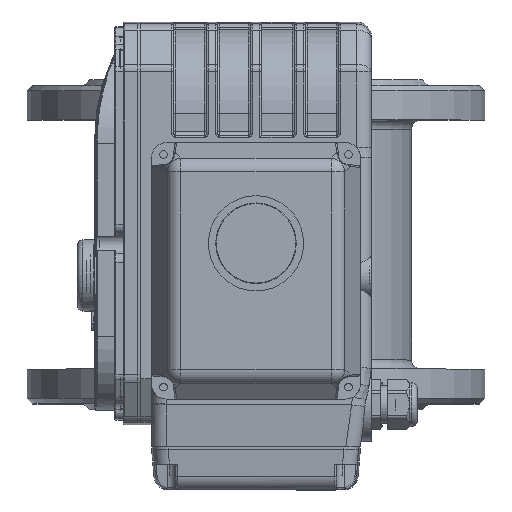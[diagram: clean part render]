
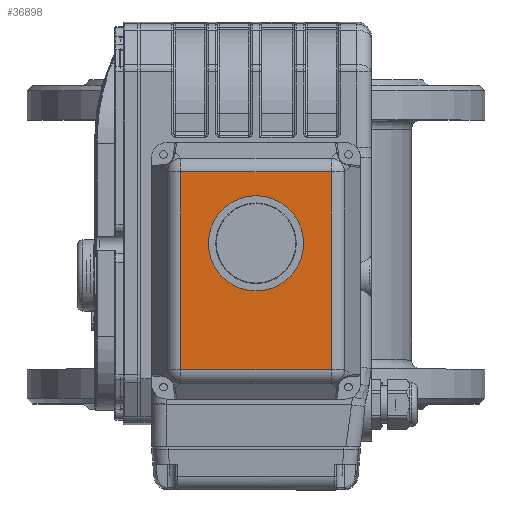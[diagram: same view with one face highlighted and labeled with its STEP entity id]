
A CAD part, top view. The second image highlights one B-rep face of the part: STEP entity #36898.
In plain terms, the highlighted face is planar.
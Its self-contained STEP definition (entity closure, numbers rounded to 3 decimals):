
#3354=CIRCLE('',#40337,26.);
#9442=ORIENTED_EDGE('',*,*,#17129,.F.);
#9443=ORIENTED_EDGE('',*,*,#17077,.T.);
#9444=ORIENTED_EDGE('',*,*,#17067,.T.);
#9445=ORIENTED_EDGE('',*,*,#17063,.T.);
#9446=ORIENTED_EDGE('',*,*,#17073,.T.);
#17063=EDGE_CURVE('',#21322,#21324,#24245,.T.);
#17067=EDGE_CURVE('',#21325,#21322,#24248,.T.);
#17073=EDGE_CURVE('',#21324,#21330,#24249,.T.);
#17077=EDGE_CURVE('',#21330,#21325,#24252,.T.);
#17129=EDGE_CURVE('',#21354,#21354,#3354,.T.);
#21322=VERTEX_POINT('',#63510);
#21324=VERTEX_POINT('',#63515);
#21325=VERTEX_POINT('',#63520);
#21330=VERTEX_POINT('',#63535);
#21354=VERTEX_POINT('',#63655);
#24245=LINE('',#63516,#26986);
#24248=LINE('',#63523,#26989);
#24249=LINE('',#63536,#26990);
#24252=LINE('',#63542,#26993);
#26986=VECTOR('',#47634,1000.);
#26989=VECTOR('',#47641,1000.);
#26990=VECTOR('',#47658,1000.);
#26993=VECTOR('',#47665,1000.);
#29891=EDGE_LOOP('',(#9442));
#29892=EDGE_LOOP('',(#9443,#9444,#9445,#9446));
#32481=FACE_BOUND('',#29891,.T.);
#32482=FACE_BOUND('',#29892,.T.);
#34066=PLANE('',#40336);
#36898=ADVANCED_FACE('',(#32481,#32482),#34066,.T.);
#40336=AXIS2_PLACEMENT_3D('',#63653,#47776,#47777);
#40337=AXIS2_PLACEMENT_3D('',#63654,#47778,#47779);
#47634=DIRECTION('',(0.,0.,-1.));
#47641=DIRECTION('',(1.,0.,0.));
#47658=DIRECTION('',(-1.,0.,0.));
#47665=DIRECTION('',(0.,0.,1.));
#47776=DIRECTION('',(0.,1.,0.));
#47777=DIRECTION('',(0.,0.,1.));
#47778=DIRECTION('',(0.,1.,0.));
#47779=DIRECTION('',(0.,0.,1.));
#63510=CARTESIAN_POINT('',(41.025,36.5,54.025));
#63515=CARTESIAN_POINT('',(41.025,36.5,-54.025));
#63516=CARTESIAN_POINT('',(41.025,36.5,-59.627));
#63520=CARTESIAN_POINT('',(-41.025,36.5,54.025));
#63523=CARTESIAN_POINT('',(46.627,36.5,54.025));
#63535=CARTESIAN_POINT('',(-41.025,36.5,-54.025));
#63536=CARTESIAN_POINT('',(-46.627,36.5,-54.025));
#63542=CARTESIAN_POINT('',(-41.025,36.5,59.627));
#63653=CARTESIAN_POINT('',(0.,36.5,0.));
#63654=CARTESIAN_POINT('',(0.,36.5,15.));
#63655=CARTESIAN_POINT('',(0.,36.5,41.));
